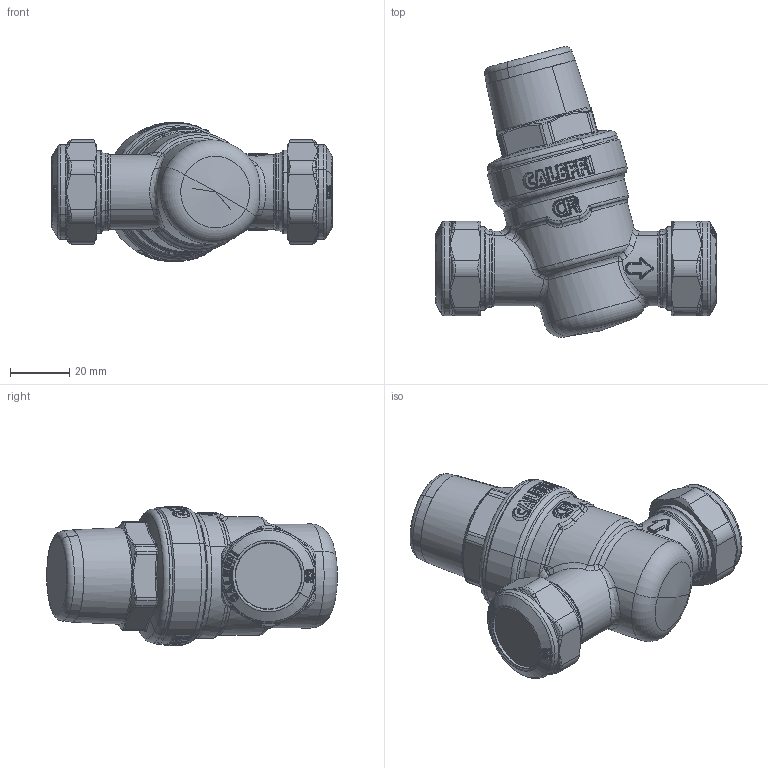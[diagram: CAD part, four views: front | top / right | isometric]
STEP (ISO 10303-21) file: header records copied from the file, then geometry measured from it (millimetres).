
FILE_DESCRIPTION(('CATIA V5 STEP Exchange','CAx-IF Rec.Pracs.--- Model Styling and Organization---1.4--- 2014-01-23','CAx-IF Rec.Pracs.---3D Tessellated Data Validation Properties---0.5---2014-09-14'),'2;1');
FILE_NAME('STEP_533651H_-_TST.stp','2021-11-18T14:04:38+00:00',('none'),('none'),'CATIA Version 5-6 Release 2019 SP3','CATIA V5 STEP AP242 v1','none');
FILE_SCHEMA(('AP242_MANAGED_MODEL_BASED_3D_ENGINEERING_MIM_LF {1 0 10303 442 1 1 4}'));
Length unit declared in the file: millimetre
Products named in the file (1): 533651H - TST
Bounding box: 94.2 x 97.73 x 46.8 mm (x, y, z)
Volume: 142718.7 mm3; surface area: 19587.3 mm2
Topology: 1 solids, 1 shells, 2402 faces, 5579 edges, 2909 vertices
Faces by surface type: bspline 1705, sphere 263, cylinder 198, cone 86, plane 78, torus 70, revolution 2
Entity records: 143991 total; most frequent: CARTESIAN_POINT 106617, ORIENTED_EDGE 10556, EDGE_CURVE 5278, B_SPLINE_CURVE_WITH_KNOTS 4304, VERTEX_POINT 2909, EDGE_LOOP 2433, ADVANCED_FACE 2402, FACE_OUTER_BOUND 2402
